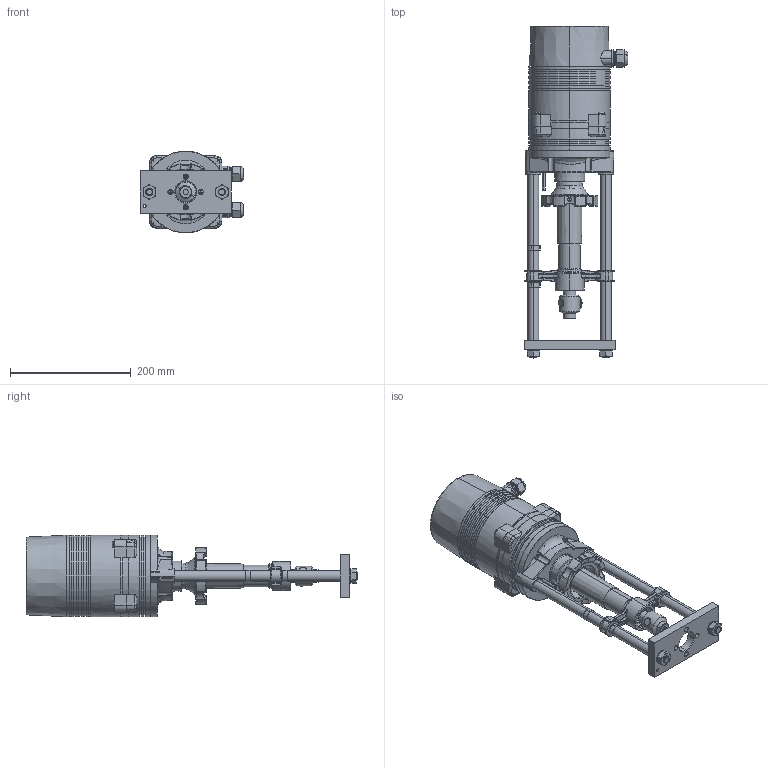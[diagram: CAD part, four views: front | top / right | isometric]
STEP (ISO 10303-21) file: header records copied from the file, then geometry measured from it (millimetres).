
FILE_DESCRIPTION (( 'STEP AP214' ), '1' );
FILE_NAME ('MC_250-500_Hub30_DN65-100_D-36935.STEP', '2014-11-27T07:33:41', ( '' ), ( '' ), 'SwSTEP 2.0', 'SolidWorks 2012', '' );
FILE_SCHEMA (( 'AUTOMOTIVE_DESIGN' ));
Length unit declared in the file: millimetre
Products named in the file (22): Federhalter; Führungshülse_ø18_E-70282__112464; Brücke C-23360-f; lock washer for shafts_din_Lock washer DIN 6799 - 9; Traverse_Aufnahme_ø35-4-Loch_120_E-67445__111237; Bolzen_ø12__E-46216; Verbindungsmuffe_M10_MC503__E-63545__111230; Verbindungsstück_M12x1,5__E-78804__118030; Drehsicherung_C-34717; 竇絽res_Schutzrohr_79,5_D-38785__118116; Rundsäule_275mm_M12-M12_E-74114__117236; slotted pan head screw_din_ISO 1580 - M5 x 10 --- 10N; mUTTER m12; Klemmring Ø18+1; C_23361_Motorträger; E_70282_Führungshülse_Ø18; Elektro PG Verschraubung_gr; C_23362_Hand rad; B-10247_Getriebegehäuse; B-10248_Gehäuse 1; B-10249Deckel f MC Antrieb250_500; MC_250-500_Hub30_DN65-100_D-36935
Assembly tree (28 placements, depth 2):
  MC_250-500_Hub30_DN65-100_D-36935
    B-10249Deckel f MC Antrieb250_500
    B-10248_Gehäuse 1
    B-10247_Getriebegehäuse
    C_23362_Hand rad
    Elektro PG Verschraubung_gr  x2
    E_70282_Führungshülse_Ø18
    C_23361_Motorträger
    Klemmring Ø18+1  x2
    mUTTER m12  x2
    slotted pan head screw_din_ISO 1580 - M5 x 10 --- 10N  x4
    Rundsäule_275mm_M12-M12_E-74114__117236  x2
    竇絽res_Schutzrohr_79,5_D-38785__118116
    Drehsicherung_C-34717
    Verbindungsstück_M12x1,5__E-78804__118030
    Verbindungsmuffe_M10_MC503__E-63545__111230
    Bolzen_ø12__E-46216
    Traverse_Aufnahme_ø35-4-Loch_120_E-67445__111237
    lock washer for shafts_din_Lock washer DIN 6799 - 9
    Brücke C-23360-f
    Führungshülse_ø18_E-70282__112464
    Federhalter
Bounding box: 171 x 548.74 x 135.12 mm (x, y, z)
Volume: 4125988.7 mm3; surface area: 486116.8 mm2
Topology: 28 solids, 28 shells, 1794 faces, 4220 edges, 2561 vertices
Faces by surface type: cylinder 499, bspline 413, plane 395, cone 335, torus 136, sphere 16
Entity records: 66827 total; most frequent: CARTESIAN_POINT 30773, ORIENTED_EDGE 7258, DIRECTION 6834, EDGE_CURVE 3629, AXIS2_PLACEMENT_3D 2897, VERTEX_POINT 2210, EDGE_LOOP 1741, CIRCLE 1690
